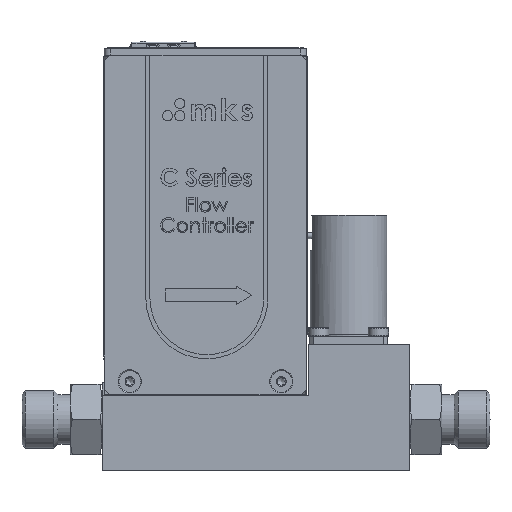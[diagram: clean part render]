
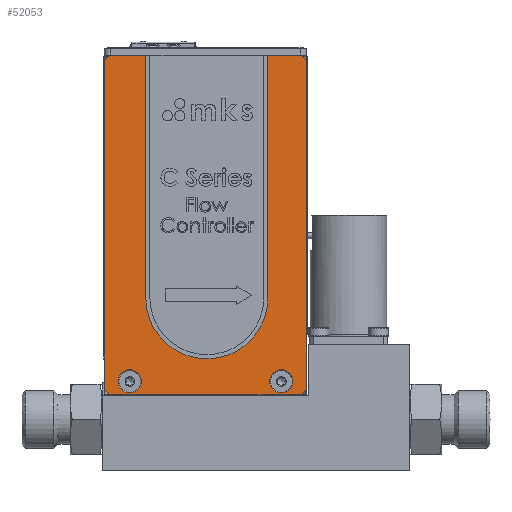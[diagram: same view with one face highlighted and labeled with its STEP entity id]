
A CAD part, top view. The second image highlights one B-rep face of the part: STEP entity #52053.
In plain terms, the highlighted planar face has unit normal (0, 0, 1).
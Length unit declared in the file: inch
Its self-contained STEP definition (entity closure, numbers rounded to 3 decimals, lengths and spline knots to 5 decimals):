
#391 = CARTESIAN_POINT ( 'NONE',  ( 1.61347, 3.076, 0.4975 ) ) ;
#1063 = CARTESIAN_POINT ( 'NONE',  ( 1.61347, 3.076, 0.4975 ) ) ;
#1123 = LINE ( 'NONE', #55672, #23210 ) ;
#2616 = VECTOR ( 'NONE', #10971, 39.37008 ) ;
#3129 = VERTEX_POINT ( 'NONE', #26911 ) ;
#4861 = DIRECTION ( 'NONE',  ( -0.707, 0.707, 0. ) ) ;
#5243 = EDGE_LOOP ( 'NONE', ( #11399, #24899, #6099, #22014, #55227, #12607, #21438, #12471 ) ) ;
#5628 = CARTESIAN_POINT ( 'NONE',  ( -0.35653, -0.129, 0.4975 ) ) ;
#5733 = EDGE_LOOP ( 'NONE', ( #23700 ) ) ;
#6099 = ORIENTED_EDGE ( 'NONE', *, *, #13612, .T. ) ;
#6662 = VERTEX_POINT ( 'NONE', #19104 ) ;
#7088 = LINE ( 'NONE', #21494, #29094 ) ;
#7687 = LINE ( 'NONE', #12728, #53060 ) ;
#7722 = EDGE_CURVE ( 'NONE', #3129, #3129, #51541, .T. ) ;
#7799 = LINE ( 'NONE', #36298, #42836 ) ;
#7832 = VERTEX_POINT ( 'NONE', #17226 ) ;
#8108 = FACE_OUTER_BOUND ( 'NONE', #5243, .T. ) ;
#9368 = ORIENTED_EDGE ( 'NONE', *, *, #7722, .F. ) ;
#9481 = FACE_BOUND ( 'NONE', #5733, .T. ) ;
#10165 = CARTESIAN_POINT ( 'NONE',  ( 1.56347, 3.126, 0.4975 ) ) ;
#10971 = DIRECTION ( 'NONE',  ( 0., 1., 0. ) ) ;
#11065 = EDGE_LOOP ( 'NONE', ( #52052 ) ) ;
#11399 = ORIENTED_EDGE ( 'NONE', *, *, #39149, .T. ) ;
#11509 = EDGE_CURVE ( 'NONE', #6662, #21732, #7088, .T. ) ;
#12471 = ORIENTED_EDGE ( 'NONE', *, *, #11509, .T. ) ;
#12607 = ORIENTED_EDGE ( 'NONE', *, *, #33903, .T. ) ;
#12728 = CARTESIAN_POINT ( 'NONE',  ( -0.35653, -0.179, 0.4975 ) ) ;
#13612 = EDGE_CURVE ( 'NONE', #54508, #40951, #7687, .T. ) ;
#14134 = VERTEX_POINT ( 'NONE', #36280 ) ;
#14629 = CARTESIAN_POINT ( 'NONE',  ( -0.35653, 3.126, 0.4975 ) ) ;
#15014 = VECTOR ( 'NONE', #19129, 39.37008 ) ;
#15532 = VERTEX_POINT ( 'NONE', #53800 ) ;
#15644 = PLANE ( 'NONE',  #22754 ) ;
#15817 = CARTESIAN_POINT ( 'NONE',  ( -0.10753, -0.053, 0.4975 ) ) ;
#15832 = DIRECTION ( 'NONE',  ( 0., 0., -1. ) ) ;
#16690 = CARTESIAN_POINT ( 'NONE',  ( 1.56347, -0.179, 0.4975 ) ) ;
#17226 = CARTESIAN_POINT ( 'NONE',  ( 1.61347, -0.129, 0.4975 ) ) ;
#17906 = EDGE_CURVE ( 'NONE', #7832, #37736, #27439, .T. ) ;
#18048 = CARTESIAN_POINT ( 'NONE',  ( 1.06847, 3.001, 0.4975 ) ) ;
#19070 = DIRECTION ( 'NONE',  ( -1., 0., 0. ) ) ;
#19104 = CARTESIAN_POINT ( 'NONE',  ( -0.30653, 3.126, 0.4975 ) ) ;
#19129 = DIRECTION ( 'NONE',  ( 0.707, 0.707, 0. ) ) ;
#19797 = FACE_BOUND ( 'NONE', #32444, .T. ) ;
#20100 = CARTESIAN_POINT ( 'NONE',  ( 0.86847, 3.001, 0.4975 ) ) ;
#20244 = DIRECTION ( 'NONE',  ( 1., 0., 0. ) ) ;
#20535 = DIRECTION ( 'NONE',  ( 0., 0., 1. ) ) ;
#21438 = ORIENTED_EDGE ( 'NONE', *, *, #41727, .T. ) ;
#21494 = CARTESIAN_POINT ( 'NONE',  ( -0.30653, 3.126, 0.4975 ) ) ;
#21599 = AXIS2_PLACEMENT_3D ( 'NONE', #46805, #20535, #51220 ) ;
#21732 = VERTEX_POINT ( 'NONE', #56004 ) ;
#22014 = ORIENTED_EDGE ( 'NONE', *, *, #42709, .T. ) ;
#22500 = DIRECTION ( 'NONE',  ( 1., 0., 0. ) ) ;
#22754 = AXIS2_PLACEMENT_3D ( 'NONE', #42134, #15832, #46558 ) ;
#22931 = CIRCLE ( 'NONE', #37299, 0.1125 ) ;
#23210 = VECTOR ( 'NONE', #24931, 39.37008 ) ;
#23571 = CIRCLE ( 'NONE', #40029, 0.086 ) ;
#23700 = ORIENTED_EDGE ( 'NONE', *, *, #40646, .F. ) ;
#24021 = VECTOR ( 'NONE', #4861, 39.37008 ) ;
#24515 = DIRECTION ( 'NONE',  ( 1., 0., 0. ) ) ;
#24899 = ORIENTED_EDGE ( 'NONE', *, *, #33334, .T. ) ;
#24931 = DIRECTION ( 'NONE',  ( 0.707, -0.707, 0. ) ) ;
#25899 = DIRECTION ( 'NONE',  ( -0.707, -0.707, 0. ) ) ;
#26144 = VECTOR ( 'NONE', #19070, 39.37008 ) ;
#26911 = CARTESIAN_POINT ( 'NONE',  ( 1.48097, -0.053, 0.4975 ) ) ;
#27435 = CIRCLE ( 'NONE', #32701, 0.086 ) ;
#27439 = LINE ( 'NONE', #32875, #2616 ) ;
#27538 = LINE ( 'NONE', #14629, #26144 ) ;
#27837 = CARTESIAN_POINT ( 'NONE',  ( 1.15447, 3.001, 0.4975 ) ) ;
#29012 = EDGE_CURVE ( 'NONE', #15532, #15532, #22931, .T. ) ;
#29094 = VECTOR ( 'NONE', #25899, 39.37008 ) ;
#30416 = DIRECTION ( 'NONE',  ( 1., 0., 0. ) ) ;
#31461 = FACE_BOUND ( 'NONE', #11065, .T. ) ;
#31527 = EDGE_CURVE ( 'NONE', #14134, #14134, #23571, .T. ) ;
#32444 = EDGE_LOOP ( 'NONE', ( #9368 ) ) ;
#32701 = AXIS2_PLACEMENT_3D ( 'NONE', #18048, #48777, #22500 ) ;
#32875 = CARTESIAN_POINT ( 'NONE',  ( 1.61347, -0.179, 0.4975 ) ) ;
#33334 = EDGE_CURVE ( 'NONE', #51515, #54508, #1123, .T. ) ;
#33903 = EDGE_CURVE ( 'NONE', #37736, #42187, #48766, .T. ) ;
#36280 = CARTESIAN_POINT ( 'NONE',  ( 0.95447, 3.001, 0.4975 ) ) ;
#36298 = CARTESIAN_POINT ( 'NONE',  ( -0.35653, -0.179, 0.4975 ) ) ;
#37299 = AXIS2_PLACEMENT_3D ( 'NONE', #15817, #46533, #20244 ) ;
#37736 = VERTEX_POINT ( 'NONE', #1063 ) ;
#39149 = EDGE_CURVE ( 'NONE', #21732, #51515, #7799, .T. ) ;
#40029 = AXIS2_PLACEMENT_3D ( 'NONE', #20100, #50813, #24515 ) ;
#40285 = EDGE_LOOP ( 'NONE', ( #53154 ) ) ;
#40646 = EDGE_CURVE ( 'NONE', #42310, #42310, #27435, .T. ) ;
#40951 = VERTEX_POINT ( 'NONE', #16690 ) ;
#41321 = CARTESIAN_POINT ( 'NONE',  ( -0.30653, -0.179, 0.4975 ) ) ;
#41727 = EDGE_CURVE ( 'NONE', #42187, #6662, #27538, .T. ) ;
#42134 = CARTESIAN_POINT ( 'NONE',  ( -0.35653, -0.179, 0.4975 ) ) ;
#42187 = VERTEX_POINT ( 'NONE', #10165 ) ;
#42310 = VERTEX_POINT ( 'NONE', #27837 ) ;
#42709 = EDGE_CURVE ( 'NONE', #40951, #7832, #48705, .T. ) ;
#42836 = VECTOR ( 'NONE', #49557, 39.37008 ) ;
#44543 = FACE_BOUND ( 'NONE', #40285, .T. ) ;
#45432 = CARTESIAN_POINT ( 'NONE',  ( 1.56347, -0.179, 0.4975 ) ) ;
#46533 = DIRECTION ( 'NONE',  ( 0., 0., 1. ) ) ;
#46558 = DIRECTION ( 'NONE',  ( -1., 0., 0. ) ) ;
#46805 = CARTESIAN_POINT ( 'NONE',  ( 1.36847, -0.053, 0.4975 ) ) ;
#48705 = LINE ( 'NONE', #45432, #15014 ) ;
#48766 = LINE ( 'NONE', #391, #24021 ) ;
#48777 = DIRECTION ( 'NONE',  ( 0., 0., 1. ) ) ;
#49557 = DIRECTION ( 'NONE',  ( 0., -1., 0. ) ) ;
#50813 = DIRECTION ( 'NONE',  ( 0., 0., 1. ) ) ;
#51220 = DIRECTION ( 'NONE',  ( 1., 0., 0. ) ) ;
#51515 = VERTEX_POINT ( 'NONE', #5628 ) ;
#51541 = CIRCLE ( 'NONE', #21599, 0.1125 ) ;
#52052 = ORIENTED_EDGE ( 'NONE', *, *, #29012, .F. ) ;
#52053 = ADVANCED_FACE ( 'NONE', ( #9481, #44543, #31461, #19797, #8108 ), #15644, .F. ) ;
#53060 = VECTOR ( 'NONE', #30416, 39.37008 ) ;
#53154 = ORIENTED_EDGE ( 'NONE', *, *, #31527, .F. ) ;
#53800 = CARTESIAN_POINT ( 'NONE',  ( 0.00497, -0.053, 0.4975 ) ) ;
#54508 = VERTEX_POINT ( 'NONE', #41321 ) ;
#55227 = ORIENTED_EDGE ( 'NONE', *, *, #17906, .T. ) ;
#55672 = CARTESIAN_POINT ( 'NONE',  ( -0.35653, -0.129, 0.4975 ) ) ;
#56004 = CARTESIAN_POINT ( 'NONE',  ( -0.35653, 3.076, 0.4975 ) ) ;
